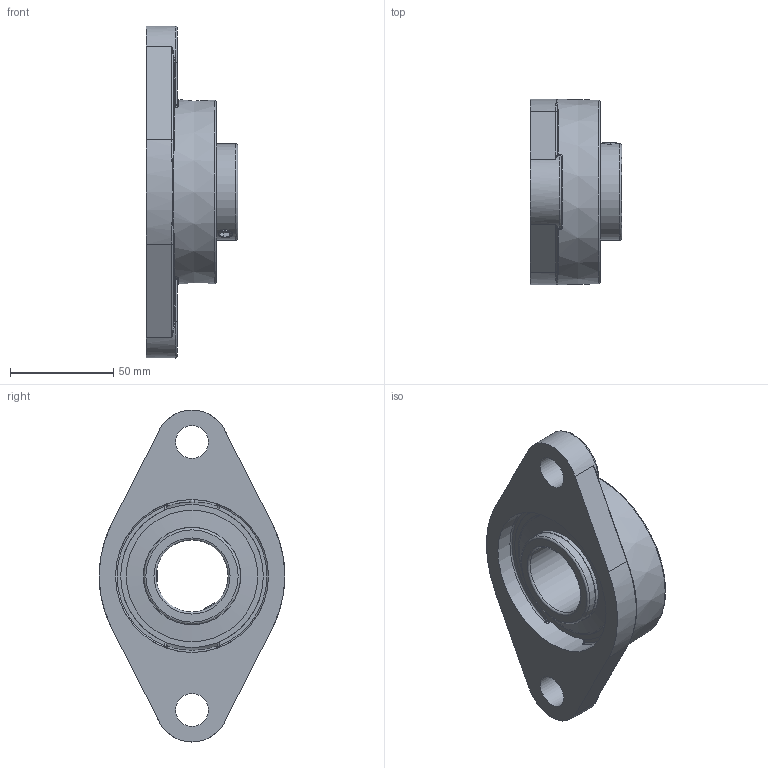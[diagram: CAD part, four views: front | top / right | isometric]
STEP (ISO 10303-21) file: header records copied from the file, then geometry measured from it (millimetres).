
FILE_DESCRIPTION(/* description */ ('Alibre Inc.'),/* implementation_level */ '2;1');
FILE_NAME(/* name */ 'export-B857DA8E-DEE6-4016-8B3B-B34D687C24F3',/* time_stamp */ '2020-05-29T09:28:28-07:00',/* author */ (''),/* organization */ (''),/* preprocessor_version */ 'ST-DEVELOPER v17',/* originating_system */ 'Alibre',/* authorisation */ '');
FILE_SCHEMA (('CONFIG_CONTROL_DESIGN'));
Length unit declared in the file: inch
Bounding box: 44.4 x 90 x 161 mm (x, y, z)
Volume: 170796.5 mm3; surface area: 64966.5 mm2
Topology: 16 solids, 16 shells, 180 faces, 435 edges, 263 vertices
Faces by surface type: plane 52, cylinder 48, bspline 34, torus 25, sphere 12, cone 9
Full cylindrical faces by diameter (mm): 6.782 x4, 16 x2, 34.925 x1, 46.736 x4, 47.244 x2, 62.23 x2, 63.805 x2, 73.166 x1, 74.166 x1, 80.35 x1
Entity records: 9087 total; most frequent: CARTESIAN_POINT 5043, ORIENTED_EDGE 644, DIRECTION 614, EDGE_CURVE 322, AXIS2_PLACEMENT_3D 296, FACE_BOUND 227, VERTEX_POINT 223, EDGE_LOOP 218
